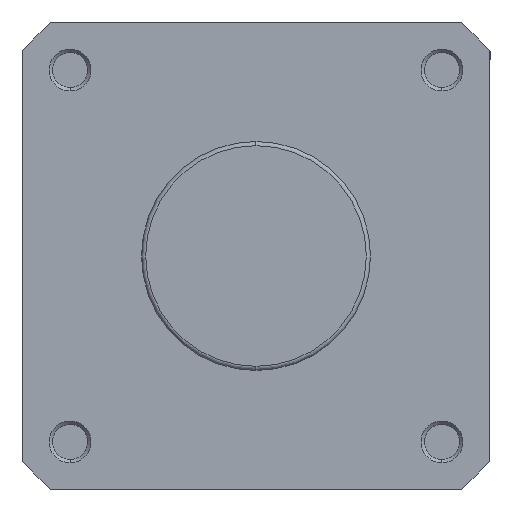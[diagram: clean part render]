
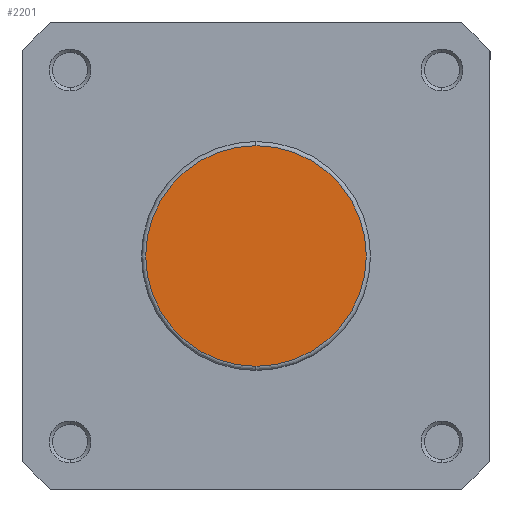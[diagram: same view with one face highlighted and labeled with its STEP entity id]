
A CAD part, left-side view. The second image highlights one B-rep face of the part: STEP entity #2201.
In plain terms, the highlighted planar face has unit normal (-1, 0, 0).
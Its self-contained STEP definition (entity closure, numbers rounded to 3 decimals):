
#264 = AXIS2_PLACEMENT_3D ( 'NONE', #2814, #2815, #2816 ) ;
#293 = AXIS2_PLACEMENT_3D ( 'NONE', #2951, #2958, #2959 ) ;
#427 = ORIENTED_EDGE ( 'NONE', *, *, #5672, .T. ) ;
#428 = ORIENTED_EDGE ( 'NONE', *, *, #5729, .T. ) ;
#798 = EDGE_LOOP ( 'NONE', ( #428, #427 ) ) ;
#1317 = FACE_OUTER_BOUND ( 'NONE', #798, .T. ) ;
#2201 = ADVANCED_FACE ( 'NONE', ( #1317 ), #4547, .F. ) ;
#2292 = CARTESIAN_POINT ( 'NONE',  ( 0., 0., 26.4 ) ) ;
#2305 = CARTESIAN_POINT ( 'NONE',  ( 0., 0., -26.4 ) ) ;
#2814 = CARTESIAN_POINT ( 'NONE',  ( 0., 0., 0. ) ) ;
#2815 = DIRECTION ( 'NONE',  ( -1., 0., 0. ) ) ;
#2816 = DIRECTION ( 'NONE',  ( 0., 0., -1. ) ) ;
#2951 = CARTESIAN_POINT ( 'NONE',  ( 0., 0., 0. ) ) ;
#2958 = DIRECTION ( 'NONE',  ( -1., 0., 0. ) ) ;
#2959 = DIRECTION ( 'NONE',  ( 0., 0., -1. ) ) ;
#3641 = VERTEX_POINT ( 'NONE', #2292 ) ;
#3654 = VERTEX_POINT ( 'NONE', #2305 ) ;
#4538 = CARTESIAN_POINT ( 'NONE',  ( 0., 27.4, 0. ) ) ;
#4547 = PLANE ( 'NONE',  #6228 ) ;
#4561 = DIRECTION ( 'NONE',  ( 1., 0., 0. ) ) ;
#4562 = DIRECTION ( 'NONE',  ( 0., 0., -1. ) ) ;
#4917 = CIRCLE ( 'NONE', #264, 26.4 ) ;
#4999 = CIRCLE ( 'NONE', #293, 26.4 ) ;
#5672 = EDGE_CURVE ( 'NONE', #3641, #3654, #4917, .T. ) ;
#5729 = EDGE_CURVE ( 'NONE', #3654, #3641, #4999, .T. ) ;
#6228 = AXIS2_PLACEMENT_3D ( 'NONE', #4538, #4561, #4562 ) ;
